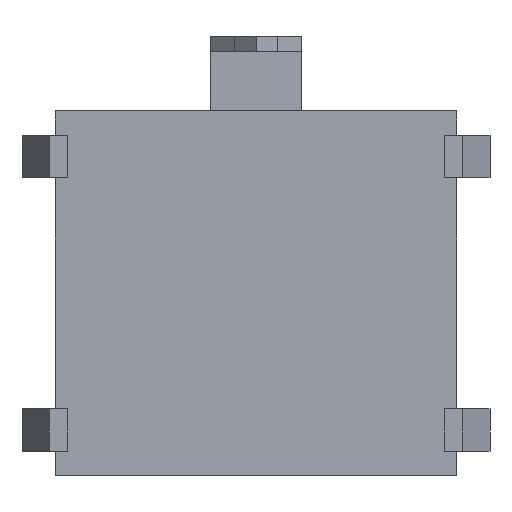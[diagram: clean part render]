
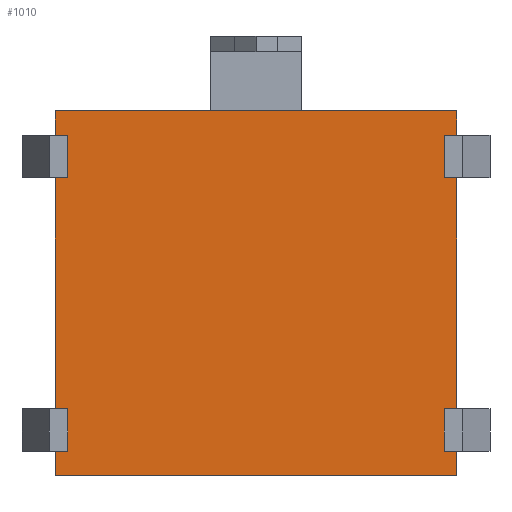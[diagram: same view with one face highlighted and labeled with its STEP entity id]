
A CAD part, front view. The second image highlights one B-rep face of the part: STEP entity #1010.
In plain terms, the highlighted planar face has unit normal (0, -1, 0).
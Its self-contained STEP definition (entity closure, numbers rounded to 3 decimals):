
#376=VERTEX_POINT('',#1085);
#382=VERTEX_POINT('',#1092);
#384=EDGE_CURVE('',#430,#524,#1094,.T.);
#388=EDGE_CURVE('',#376,#1054,#1099,.T.);
#392=EDGE_CURVE('',#596,#1018,#1103,.T.);
#400=VERTEX_POINT('',#1114);
#430=VERTEX_POINT('',#1150);
#440=EDGE_CURVE('',#742,#430,#1161,.T.);
#442=EDGE_CURVE('',#696,#688,#1163,.T.);
#448=EDGE_CURVE('',#514,#892,#1169,.T.);
#452=EDGE_CURVE('',#688,#742,#1173,.T.);
#456=VERTEX_POINT('',#1177);
#458=EDGE_CURVE('',#1054,#696,#1179,.T.);
#514=VERTEX_POINT('',#1241);
#516=VERTEX_POINT('',#1243);
#518=EDGE_CURVE('',#608,#596,#1245,.T.);
#524=VERTEX_POINT('',#1253);
#526=EDGE_CURVE('',#1012,#758,#1255,.T.);
#582=EDGE_CURVE('',#1012,#768,#1319,.T.);
#596=VERTEX_POINT('',#1336);
#608=VERTEX_POINT('',#1348);
#662=EDGE_CURVE('',#456,#376,#1405,.T.);
#688=VERTEX_POINT('',#1431);
#696=VERTEX_POINT('',#1439);
#722=EDGE_CURVE('',#608,#456,#1467,.T.);
#742=VERTEX_POINT('',#1490);
#758=VERTEX_POINT('',#1507);
#764=EDGE_CURVE('',#400,#514,#1513,.T.);
#766=EDGE_CURVE('',#524,#892,#1515,.T.);
#768=VERTEX_POINT('',#1517);
#888=EDGE_CURVE('',#400,#382,#1646,.T.);
#892=VERTEX_POINT('',#1650);
#926=EDGE_CURVE('',#382,#1048,#1685,.T.);
#928=EDGE_CURVE('',#516,#1018,#1687,.T.);
#1010=ADVANCED_FACE('',(#1776),#1777,.F.);
#1012=VERTEX_POINT('',#1779);
#1018=VERTEX_POINT('',#1785);
#1042=EDGE_CURVE('',#768,#516,#1812,.T.);
#1048=VERTEX_POINT('',#1819);
#1052=EDGE_CURVE('',#1048,#758,#1823,.T.);
#1054=VERTEX_POINT('',#1825);
#1085=CARTESIAN_POINT('',(-3.207,3.5,2.6));
#1092=CARTESIAN_POINT('',(3.207,3.5,-2.6));
#1094=LINE('',#1861,#1862);
#1099=LINE('',#1868,#1869);
#1103=LINE('',#1876,#1877);
#1114=CARTESIAN_POINT('',(3.3,3.5,-2.6));
#1150=CARTESIAN_POINT('',(-3.207,3.5,-2.6));
#1161=LINE('',#1954,#1955);
#1163=LINE('',#1958,#1959);
#1169=LINE('',#1966,#1967);
#1173=LINE('',#1974,#1975);
#1177=CARTESIAN_POINT('',(-3.3,3.5,2.6));
#1179=LINE('',#1982,#1983);
#1241=CARTESIAN_POINT('',(3.3,3.5,-3.0));
#1243=CARTESIAN_POINT('',(3.207,3.5,2.6));
#1245=LINE('',#2078,#2079);
#1253=CARTESIAN_POINT('',(-3.3,3.5,-2.6));
#1255=LINE('',#2090,#2091);
#1319=LINE('',#2174,#2175);
#1336=CARTESIAN_POINT('',(3.3,3.5,3.0));
#1348=CARTESIAN_POINT('',(-3.3,3.5,3.0));
#1405=LINE('',#2301,#2302);
#1431=CARTESIAN_POINT('',(-3.3,3.5,-1.9));
#1439=CARTESIAN_POINT('',(-3.3,3.5,1.9));
#1467=LINE('',#2395,#2396);
#1490=CARTESIAN_POINT('',(-3.207,3.5,-1.9));
#1507=CARTESIAN_POINT('',(3.3,3.5,-1.9));
#1513=LINE('',#2460,#2461);
#1515=LINE('',#2464,#2465);
#1517=CARTESIAN_POINT('',(3.207,3.5,1.9));
#1646=LINE('',#2657,#2658);
#1650=CARTESIAN_POINT('',(-3.3,3.5,-3.0));
#1685=LINE('',#2722,#2723);
#1687=LINE('',#2726,#2727);
#1776=FACE_OUTER_BOUND('',#2856,.T.);
#1777=PLANE('',#2857);
#1779=CARTESIAN_POINT('',(3.3,3.5,1.9));
#1785=CARTESIAN_POINT('',(3.3,3.5,2.6));
#1812=LINE('',#2903,#2904);
#1819=CARTESIAN_POINT('',(3.207,3.5,-1.9));
#1823=LINE('',#2918,#2919);
#1825=CARTESIAN_POINT('',(-3.207,3.5,1.9));
#1861=CARTESIAN_POINT('',(-1.711,3.5,-2.6));
#1862=VECTOR('',#2944,1.0);
#1868=CARTESIAN_POINT('',(-3.207,3.5,1.3));
#1869=VECTOR('',#2953,1.0);
#1876=CARTESIAN_POINT('',(3.3,3.5,0.0));
#1877=VECTOR('',#2955,1.0);
#1954=CARTESIAN_POINT('',(-3.207,3.5,-0.95));
#1955=VECTOR('',#3041,1.0);
#1958=CARTESIAN_POINT('',(-3.3,3.5,0.0));
#1959=VECTOR('',#3042,1.0);
#1966=CARTESIAN_POINT('',(0.0,3.5,-3.0));
#1967=VECTOR('',#3043,1.0);
#1974=CARTESIAN_POINT('',(-1.711,3.5,-1.9));
#1975=VECTOR('',#3045,1.0);
#1982=CARTESIAN_POINT('',(-1.711,3.5,1.9));
#1983=VECTOR('',#3046,1.0);
#2078=CARTESIAN_POINT('',(0.0,3.5,3.0));
#2079=VECTOR('',#3119,1.0);
#2090=CARTESIAN_POINT('',(3.3,3.5,0.0));
#2091=VECTOR('',#3136,1.0);
#2174=CARTESIAN_POINT('',(1.711,3.5,1.9));
#2175=VECTOR('',#3216,1.0);
#2301=CARTESIAN_POINT('',(-1.711,3.5,2.6));
#2302=VECTOR('',#3298,1.0);
#2395=CARTESIAN_POINT('',(-3.3,3.5,0.0));
#2396=VECTOR('',#3330,1.0);
#2460=CARTESIAN_POINT('',(3.3,3.5,0.0));
#2461=VECTOR('',#3372,1.0);
#2464=CARTESIAN_POINT('',(-3.3,3.5,0.0));
#2465=VECTOR('',#3373,1.0);
#2657=CARTESIAN_POINT('',(1.711,3.5,-2.6));
#2658=VECTOR('',#3484,1.0);
#2722=CARTESIAN_POINT('',(3.207,3.5,-1.3));
#2723=VECTOR('',#3505,1.0);
#2726=CARTESIAN_POINT('',(1.711,3.5,2.6));
#2727=VECTOR('',#3506,1.0);
#2856=EDGE_LOOP('',(#3595,#3596,#3597,#3598,#3599,#3600,#3601,#3602,#3603,#3604,#3605,#3606,#3607,#3608,#3609,#3610,#3611,#3612,#3613,#3614));
#2857=AXIS2_PLACEMENT_3D('',#3615,#3616,#3617);
#2903=CARTESIAN_POINT('',(3.207,3.5,0.95));
#2904=VECTOR('',#3664,1.0);
#2918=CARTESIAN_POINT('',(1.711,3.5,-1.9));
#2919=VECTOR('',#3680,1.0);
#2944=DIRECTION('',(-1.0,0.0,0.));
#2953=DIRECTION('',(0.,0.0,-1.0));
#2955=DIRECTION('',(0.0,0.0,-1.0));
#3041=DIRECTION('',(0.,0.0,-1.0));
#3042=DIRECTION('',(0.0,0.0,-1.0));
#3043=DIRECTION('',(-1.0,0.0,0.0));
#3045=DIRECTION('',(1.0,-0.0,0.));
#3046=DIRECTION('',(-1.0,0.0,0.));
#3119=DIRECTION('',(1.0,0.0,0.0));
#3136=DIRECTION('',(0.0,0.0,-1.0));
#3216=DIRECTION('',(-1.0,0.0,0.0));
#3298=DIRECTION('',(1.0,-0.0,0.));
#3330=DIRECTION('',(0.0,0.0,-1.0));
#3372=DIRECTION('',(0.0,0.0,-1.0));
#3373=DIRECTION('',(0.0,0.0,-1.0));
#3484=DIRECTION('',(-1.0,0.0,0.0));
#3505=DIRECTION('',(0.0,-0.0,1.0));
#3506=DIRECTION('',(1.0,0.0,0.0));
#3595=ORIENTED_EDGE('',*,*,#662,.T.);
#3596=ORIENTED_EDGE('',*,*,#388,.T.);
#3597=ORIENTED_EDGE('',*,*,#458,.T.);
#3598=ORIENTED_EDGE('',*,*,#442,.T.);
#3599=ORIENTED_EDGE('',*,*,#452,.T.);
#3600=ORIENTED_EDGE('',*,*,#440,.T.);
#3601=ORIENTED_EDGE('',*,*,#384,.T.);
#3602=ORIENTED_EDGE('',*,*,#766,.T.);
#3603=ORIENTED_EDGE('',*,*,#448,.F.);
#3604=ORIENTED_EDGE('',*,*,#764,.F.);
#3605=ORIENTED_EDGE('',*,*,#888,.T.);
#3606=ORIENTED_EDGE('',*,*,#926,.T.);
#3607=ORIENTED_EDGE('',*,*,#1052,.T.);
#3608=ORIENTED_EDGE('',*,*,#526,.F.);
#3609=ORIENTED_EDGE('',*,*,#582,.T.);
#3610=ORIENTED_EDGE('',*,*,#1042,.T.);
#3611=ORIENTED_EDGE('',*,*,#928,.T.);
#3612=ORIENTED_EDGE('',*,*,#392,.F.);
#3613=ORIENTED_EDGE('',*,*,#518,.F.);
#3614=ORIENTED_EDGE('',*,*,#722,.T.);
#3615=CARTESIAN_POINT('',(0.0,3.5,0.0));
#3616=DIRECTION('',(0.0,1.0,0.0));
#3617=DIRECTION('',(1.0,0.0,-0.0));
#3664=DIRECTION('',(0.0,-0.0,1.0));
#3680=DIRECTION('',(1.0,0.0,0.0));
